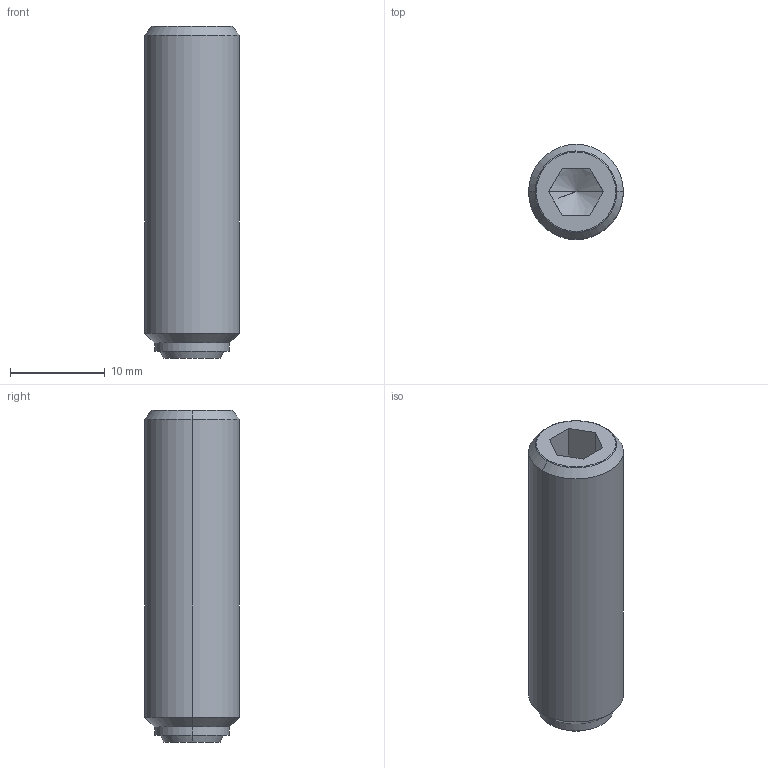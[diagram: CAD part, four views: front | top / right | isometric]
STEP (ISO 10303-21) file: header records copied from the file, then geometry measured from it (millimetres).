
FILE_DESCRIPTION(('STEP AP214'),'1');
FILE_NAME('HALDERN_EH_22700_0826.stp','2018-01-15T15:25:59',('TraceParts'),('TraceParts S.A.'),'Spatial InterOp 3D',' ',' ');
FILE_SCHEMA(('automotive_design'));
Length unit declared in the file: millimetre
Products named in the file (2): HALDERN_EH_22700_0826_1; HALDERN_EH_22700_0826_2
Bounding box: 10 x 10 x 35 mm (x, y, z)
Volume: 2670.3 mm3; surface area: 1428.2 mm2
Topology: 2 solids, 2 shells, 23 faces, 50 edges, 28 vertices
Faces by surface type: plane 9, cone 8, cylinder 4, sphere 2
Entity records: 817 total; most frequent: CARTESIAN_POINT 111, DIRECTION 106, ORIENTED_EDGE 92, EDGE_CURVE 46, AXIS2_PLACEMENT_3D 41, VERTEX_POINT 28, STYLED_ITEM 25, PRESENTATION_STYLE_ASSIGNMENT 25
